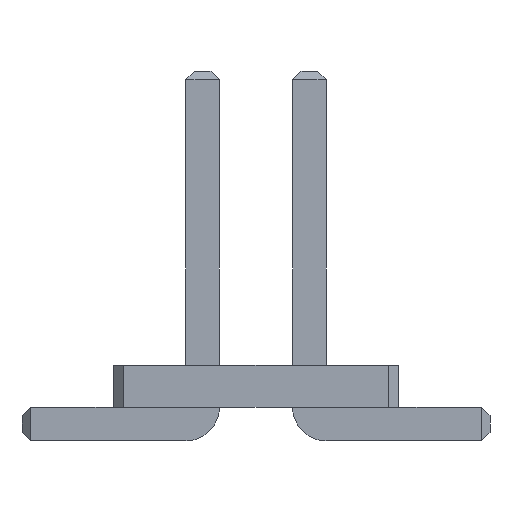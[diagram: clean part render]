
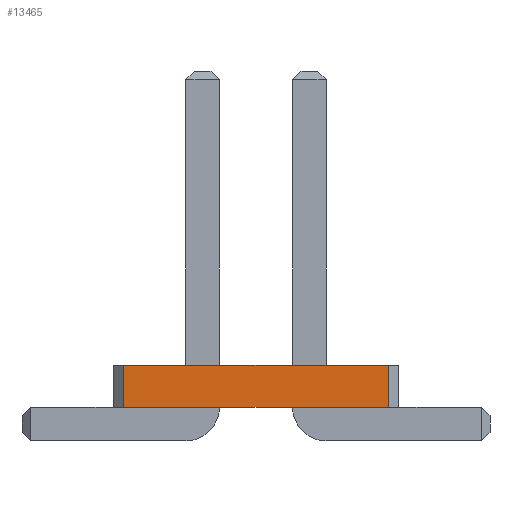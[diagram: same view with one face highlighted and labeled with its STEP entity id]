
A CAD part, front view. The second image highlights one B-rep face of the part: STEP entity #13465.
In plain terms, the highlighted planar face has unit normal (0, -1, 0).
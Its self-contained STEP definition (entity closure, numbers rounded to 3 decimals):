
#2438 = VERTEX_POINT('',#2439);
#2439 = CARTESIAN_POINT('',(1.573,-20.32,0.4));
#2445 = EDGE_CURVE('',#2446,#2438,#2448,.T.);
#2446 = VERTEX_POINT('',#2447);
#2447 = CARTESIAN_POINT('',(-1.573,-20.32,0.4));
#2448 = LINE('',#2449,#2450);
#2449 = CARTESIAN_POINT('',(-1.573,-20.32,0.4));
#2450 = VECTOR('',#2451,1.);
#2451 = DIRECTION('',(1.,0.,0.));
#5502 = VERTEX_POINT('',#5503);
#5503 = CARTESIAN_POINT('',(1.573,-20.32,0.9));
#5509 = EDGE_CURVE('',#5510,#5502,#5512,.T.);
#5510 = VERTEX_POINT('',#5511);
#5511 = CARTESIAN_POINT('',(-1.573,-20.32,0.9));
#5512 = LINE('',#5513,#5514);
#5513 = CARTESIAN_POINT('',(-1.573,-20.32,0.9));
#5514 = VECTOR('',#5515,1.);
#5515 = DIRECTION('',(1.,0.,0.));
#13454 = EDGE_CURVE('',#2446,#5510,#13455,.T.);
#13455 = LINE('',#13456,#13457);
#13456 = CARTESIAN_POINT('',(-1.573,-20.32,0.4));
#13457 = VECTOR('',#13458,1.);
#13458 = DIRECTION('',(0.,0.,1.));
#13465 = ADVANCED_FACE('',(#13466),#13477,.F.);
#13466 = FACE_BOUND('',#13467,.F.);
#13467 = EDGE_LOOP('',(#13468,#13469,#13470,#13476));
#13468 = ORIENTED_EDGE('',*,*,#13454,.T.);
#13469 = ORIENTED_EDGE('',*,*,#5509,.T.);
#13470 = ORIENTED_EDGE('',*,*,#13471,.F.);
#13471 = EDGE_CURVE('',#2438,#5502,#13472,.T.);
#13472 = LINE('',#13473,#13474);
#13473 = CARTESIAN_POINT('',(1.573,-20.32,0.4));
#13474 = VECTOR('',#13475,1.);
#13475 = DIRECTION('',(0.,0.,1.));
#13476 = ORIENTED_EDGE('',*,*,#2445,.F.);
#13477 = PLANE('',#13478);
#13478 = AXIS2_PLACEMENT_3D('',#13479,#13480,#13481);
#13479 = CARTESIAN_POINT('',(-1.573,-20.32,0.4));
#13480 = DIRECTION('',(0.,1.,0.));
#13481 = DIRECTION('',(1.,0.,0.));
